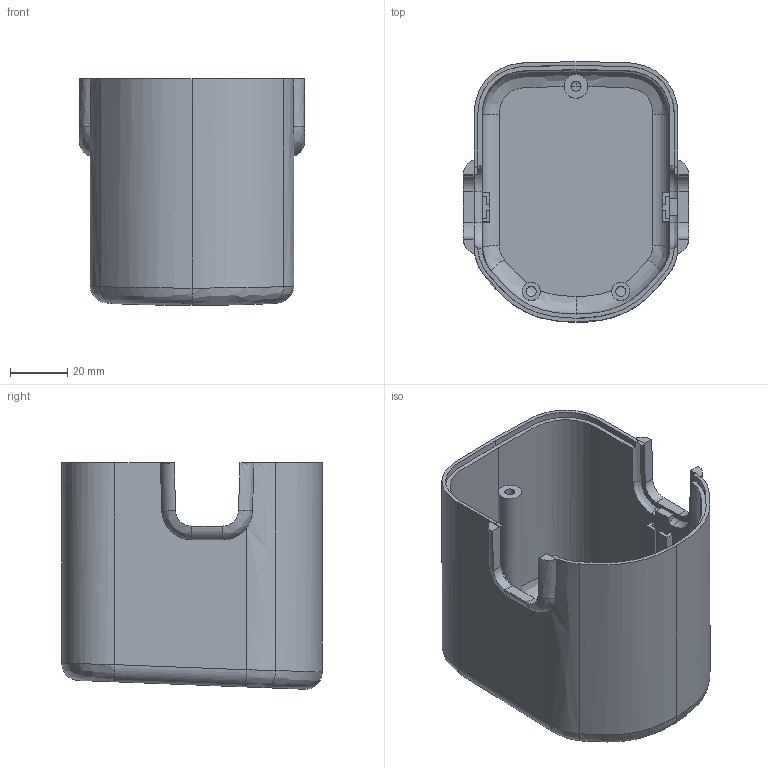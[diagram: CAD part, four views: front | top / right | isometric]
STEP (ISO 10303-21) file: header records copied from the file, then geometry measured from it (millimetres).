
FILE_DESCRIPTION(/* description */ (''),/* implementation_level */ '2;1');
FILE_NAME(/* name */ 'da538bec-b72b-48de-aea9-e64e88faf8af.stp',/* time_stamp */ '2018-07-12T10:13:43+02:00',/* author */ ('pakue'),/* organization */ (''),/* preprocessor_version */ 'ST-DEVELOPER v17',/* originating_system */ 'Autodesk Translation Framework v7.1.0.215',/* authorisation */ '');
FILE_SCHEMA (('AUTOMOTIVE_DESIGN { 1 0 10303 214 3 1 1 }'));
Length unit declared in the file: millimetre
Products named in the file (2): Battery Box; Bottom
Assembly tree (1 placements, depth 2):
  Battery Box
    Bottom
Bounding box: 78.5 x 90.8 x 78.96 mm (x, y, z)
Volume: 77295.1 mm3; surface area: 56924.4 mm2
Topology: 1 solids, 1 shells, 134 faces, 383 edges, 254 vertices
Faces by surface type: plane 63, bspline 57, cylinder 14
Full cylindrical faces by diameter (mm): 3.5 x3, 6.3 x2, 8.3 x1
Entity records: 6713 total; most frequent: CARTESIAN_POINT 3525, ORIENTED_EDGE 768, DIRECTION 493, EDGE_CURVE 384, VERTEX_POINT 255, LINE 191, VECTOR 191, AXIS2_PLACEMENT_3D 151
